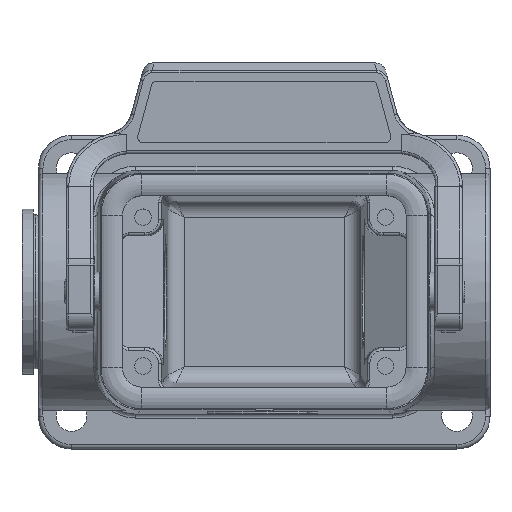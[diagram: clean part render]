
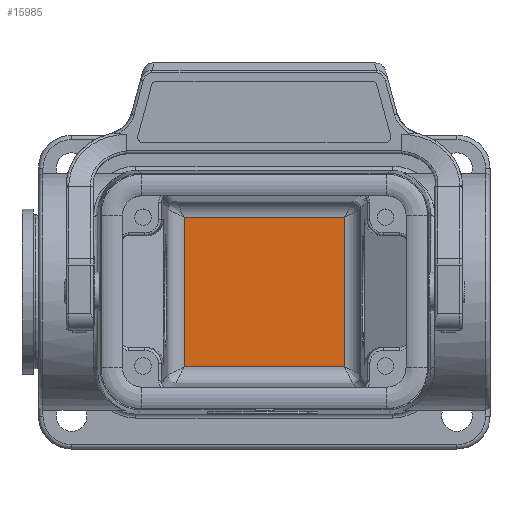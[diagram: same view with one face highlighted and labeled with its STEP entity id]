
A CAD part, top view. The second image highlights one B-rep face of the part: STEP entity #15985.
In plain terms, the highlighted planar face has unit normal (0, 0, 1).
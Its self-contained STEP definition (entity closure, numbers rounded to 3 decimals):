
#15946=CARTESIAN_POINT('',(-17.5,17.75,-58.25));
#15947=DIRECTION('',(0.0,0.0,-1.0));
#15948=DIRECTION('',(-1.0,0.0,0.0));
#15949=AXIS2_PLACEMENT_3D('',#15946,#15947,#15948);
#15950=PLANE('',#15949);
#15951=CARTESIAN_POINT('',(-14.56,-13.572,-58.25));
#15952=VERTEX_POINT('',#15951);
#15953=CARTESIAN_POINT('',(14.56,-13.572,-58.25));
#15954=VERTEX_POINT('',#15953);
#15955=CARTESIAN_POINT('',(-14.56,-13.572,-58.25));
#15956=DIRECTION('',(1.0,0.0,0.0));
#15957=VECTOR('',#15956,29.12);
#15958=LINE('',#15955,#15957);
#15959=EDGE_CURVE('',#15952,#15954,#15958,.T.);
#15960=ORIENTED_EDGE('',*,*,#15959,.T.);
#15961=CARTESIAN_POINT('',(14.56,13.572,-58.25));
#15962=VERTEX_POINT('',#15961);
#15963=CARTESIAN_POINT('',(14.56,-13.572,-58.25));
#15964=DIRECTION('',(0.0,1.0,0.0));
#15965=VECTOR('',#15964,27.145);
#15966=LINE('',#15963,#15965);
#15967=EDGE_CURVE('',#15954,#15962,#15966,.T.);
#15968=ORIENTED_EDGE('',*,*,#15967,.T.);
#15969=CARTESIAN_POINT('',(-14.56,13.572,-58.25));
#15970=VERTEX_POINT('',#15969);
#15971=CARTESIAN_POINT('',(14.56,13.572,-58.25));
#15972=DIRECTION('',(-1.0,0.0,0.0));
#15973=VECTOR('',#15972,29.12);
#15974=LINE('',#15971,#15973);
#15975=EDGE_CURVE('',#15962,#15970,#15974,.T.);
#15976=ORIENTED_EDGE('',*,*,#15975,.T.);
#15977=CARTESIAN_POINT('',(-14.56,13.572,-58.25));
#15978=DIRECTION('',(0.0,-1.0,0.0));
#15979=VECTOR('',#15978,27.145);
#15980=LINE('',#15977,#15979);
#15981=EDGE_CURVE('',#15970,#15952,#15980,.T.);
#15982=ORIENTED_EDGE('',*,*,#15981,.T.);
#15983=EDGE_LOOP('',(#15960,#15968,#15976,#15982));
#15984=FACE_OUTER_BOUND('',#15983,.T.);
#15985=ADVANCED_FACE('',(#15984),#15950,.F.);
